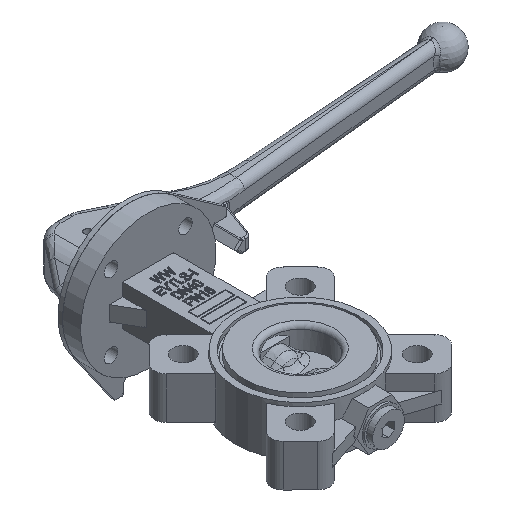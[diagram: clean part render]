
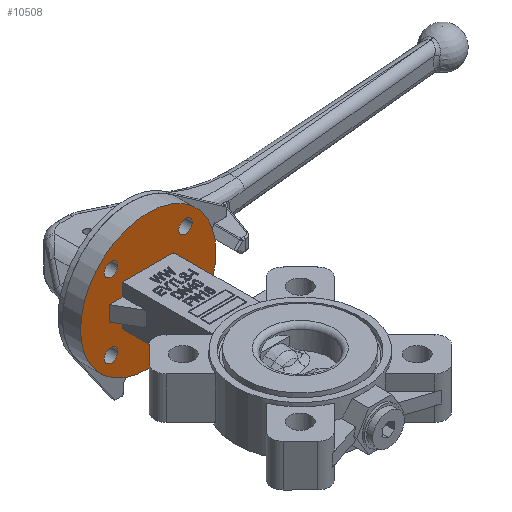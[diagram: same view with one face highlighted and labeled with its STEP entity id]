
A CAD part, isometric view. The second image highlights one B-rep face of the part: STEP entity #10508.
In plain terms, the highlighted planar face has unit normal (0, -1, 0).
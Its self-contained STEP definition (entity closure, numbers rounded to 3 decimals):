
#122=FACE_BOUND('',#1821,.T.);
#123=FACE_BOUND('',#1822,.T.);
#124=FACE_BOUND('',#1823,.T.);
#125=FACE_BOUND('',#1824,.T.);
#126=FACE_BOUND('',#1825,.T.);
#310=PLANE('',#11416);
#1183=FACE_OUTER_BOUND('',#1820,.T.);
#1820=EDGE_LOOP('',(#8436));
#1821=EDGE_LOOP('',(#8437,#8438,#8439,#8440,#8441,#8442,#8443,#8444,#8445,
#8446,#8447,#8448));
#1822=EDGE_LOOP('',(#8449));
#1823=EDGE_LOOP('',(#8450));
#1824=EDGE_LOOP('',(#8451));
#1825=EDGE_LOOP('',(#8452));
#2494=LINE('',#18867,#3422);
#2667=LINE('',#19906,#3595);
#2668=LINE('',#19908,#3596);
#2669=LINE('',#19910,#3597);
#2670=LINE('',#19912,#3598);
#2671=LINE('',#19914,#3599);
#2672=LINE('',#19916,#3600);
#2673=LINE('',#19918,#3601);
#2674=LINE('',#19920,#3602);
#2675=LINE('',#19922,#3603);
#2676=LINE('',#19923,#3604);
#2677=LINE('',#19924,#3605);
#3422=VECTOR('',#13050,1000.);
#3595=VECTOR('',#13261,1000.);
#3596=VECTOR('',#13262,1000.);
#3597=VECTOR('',#13263,1000.);
#3598=VECTOR('',#13264,1000.);
#3599=VECTOR('',#13265,1000.);
#3600=VECTOR('',#13266,1000.);
#3601=VECTOR('',#13267,1000.);
#3602=VECTOR('',#13268,1000.);
#3603=VECTOR('',#13269,1000.);
#3604=VECTOR('',#13270,1000.);
#3605=VECTOR('',#13271,1000.);
#4329=CIRCLE('',#11319,4.5);
#4331=CIRCLE('',#11322,4.5);
#4333=CIRCLE('',#11325,4.5);
#4335=CIRCLE('',#11328,4.5);
#4338=CIRCLE('',#11332,45.);
#4834=VERTEX_POINT('',#18597);
#4836=VERTEX_POINT('',#18603);
#4838=VERTEX_POINT('',#18609);
#4840=VERTEX_POINT('',#18615);
#4843=VERTEX_POINT('',#18623);
#4915=VERTEX_POINT('',#18864);
#4916=VERTEX_POINT('',#18866);
#5131=VERTEX_POINT('',#19904);
#5132=VERTEX_POINT('',#19905);
#5133=VERTEX_POINT('',#19907);
#5134=VERTEX_POINT('',#19909);
#5135=VERTEX_POINT('',#19911);
#5136=VERTEX_POINT('',#19913);
#5137=VERTEX_POINT('',#19915);
#5138=VERTEX_POINT('',#19917);
#5139=VERTEX_POINT('',#19919);
#5140=VERTEX_POINT('',#19921);
#6026=EDGE_CURVE('',#4834,#4834,#4329,.T.);
#6029=EDGE_CURVE('',#4836,#4836,#4331,.T.);
#6032=EDGE_CURVE('',#4838,#4838,#4333,.T.);
#6035=EDGE_CURVE('',#4840,#4840,#4335,.T.);
#6040=EDGE_CURVE('',#4843,#4843,#4338,.T.);
#6134=EDGE_CURVE('',#4915,#4916,#2494,.T.);
#6362=EDGE_CURVE('',#5131,#5132,#2667,.T.);
#6363=EDGE_CURVE('',#5131,#5133,#2668,.T.);
#6364=EDGE_CURVE('',#5133,#5134,#2669,.T.);
#6365=EDGE_CURVE('',#5134,#5135,#2670,.T.);
#6366=EDGE_CURVE('',#5136,#5135,#2671,.T.);
#6367=EDGE_CURVE('',#5137,#5136,#2672,.T.);
#6368=EDGE_CURVE('',#5137,#5138,#2673,.T.);
#6369=EDGE_CURVE('',#5139,#5138,#2674,.T.);
#6370=EDGE_CURVE('',#5140,#5139,#2675,.T.);
#6371=EDGE_CURVE('',#4916,#5140,#2676,.T.);
#6372=EDGE_CURVE('',#4915,#5132,#2677,.T.);
#8436=ORIENTED_EDGE('',*,*,#6040,.F.);
#8437=ORIENTED_EDGE('',*,*,#6362,.F.);
#8438=ORIENTED_EDGE('',*,*,#6363,.T.);
#8439=ORIENTED_EDGE('',*,*,#6364,.T.);
#8440=ORIENTED_EDGE('',*,*,#6365,.T.);
#8441=ORIENTED_EDGE('',*,*,#6366,.F.);
#8442=ORIENTED_EDGE('',*,*,#6367,.F.);
#8443=ORIENTED_EDGE('',*,*,#6368,.T.);
#8444=ORIENTED_EDGE('',*,*,#6369,.F.);
#8445=ORIENTED_EDGE('',*,*,#6370,.F.);
#8446=ORIENTED_EDGE('',*,*,#6371,.F.);
#8447=ORIENTED_EDGE('',*,*,#6134,.F.);
#8448=ORIENTED_EDGE('',*,*,#6372,.T.);
#8449=ORIENTED_EDGE('',*,*,#6026,.T.);
#8450=ORIENTED_EDGE('',*,*,#6029,.T.);
#8451=ORIENTED_EDGE('',*,*,#6032,.T.);
#8452=ORIENTED_EDGE('',*,*,#6035,.T.);
#10508=ADVANCED_FACE('',(#1183,#122,#123,#124,#125,#126),#310,.F.);
#11319=AXIS2_PLACEMENT_3D('',#18598,#12856,#12857);
#11322=AXIS2_PLACEMENT_3D('',#18604,#12863,#12864);
#11325=AXIS2_PLACEMENT_3D('',#18610,#12870,#12871);
#11328=AXIS2_PLACEMENT_3D('',#18616,#12877,#12878);
#11332=AXIS2_PLACEMENT_3D('',#18625,#12887,#12888);
#11416=AXIS2_PLACEMENT_3D('',#19903,#13259,#13260);
#12856=DIRECTION('center_axis',(0.,1.,0.));
#12857=DIRECTION('ref_axis',(0.,0.,1.));
#12863=DIRECTION('center_axis',(0.,1.,0.));
#12864=DIRECTION('ref_axis',(0.,0.,1.));
#12870=DIRECTION('center_axis',(0.,1.,0.));
#12871=DIRECTION('ref_axis',(0.,0.,1.));
#12877=DIRECTION('center_axis',(0.,1.,0.));
#12878=DIRECTION('ref_axis',(0.,0.,1.));
#12887=DIRECTION('center_axis',(0.,1.,0.));
#12888=DIRECTION('ref_axis',(0.,0.,1.));
#13050=DIRECTION('',(-1.,0.,0.));
#13259=DIRECTION('center_axis',(0.,1.,0.));
#13260=DIRECTION('ref_axis',(0.,0.,1.));
#13261=DIRECTION('',(-1.,0.,0.));
#13262=DIRECTION('',(0.,0.,-1.));
#13263=DIRECTION('',(-1.,0.,0.));
#13264=DIRECTION('',(0.,0.,-1.));
#13265=DIRECTION('',(1.,0.,0.));
#13266=DIRECTION('',(0.,0.,-1.));
#13267=DIRECTION('',(-1.,0.,0.));
#13268=DIRECTION('',(0.,0.,-1.));
#13269=DIRECTION('',(-1.,0.,0.));
#13270=DIRECTION('',(0.,0.,-1.));
#13271=DIRECTION('',(0.,0.,-1.));
#18597=CARTESIAN_POINT('',(-24.749,101.,-29.249));
#18598=CARTESIAN_POINT('Origin',(-24.749,101.,-24.749));
#18603=CARTESIAN_POINT('',(-24.749,101.,20.249));
#18604=CARTESIAN_POINT('Origin',(-24.749,101.,24.749));
#18609=CARTESIAN_POINT('',(24.749,101.,20.249));
#18610=CARTESIAN_POINT('Origin',(24.749,101.,24.749));
#18615=CARTESIAN_POINT('',(24.749,101.,-29.249));
#18616=CARTESIAN_POINT('Origin',(24.749,101.,-24.749));
#18623=CARTESIAN_POINT('',(0.,101.,-45.));
#18625=CARTESIAN_POINT('Origin',(0.,101.,0.));
#18864=CARTESIAN_POINT('',(17.,101.,13.5));
#18866=CARTESIAN_POINT('',(-17.,101.,13.5));
#18867=CARTESIAN_POINT('',(7.794,101.,13.5));
#19903=CARTESIAN_POINT('Origin',(0.,101.,0.));
#19904=CARTESIAN_POINT('',(26.,101.,5.));
#19905=CARTESIAN_POINT('',(17.,101.,5.));
#19906=CARTESIAN_POINT('',(-26.,101.,5.));
#19907=CARTESIAN_POINT('',(26.,101.,-5.));
#19908=CARTESIAN_POINT('',(26.,101.,5.));
#19909=CARTESIAN_POINT('',(17.,101.,-5.));
#19910=CARTESIAN_POINT('',(-26.,101.,-5.));
#19911=CARTESIAN_POINT('',(17.,101.,-13.5));
#19912=CARTESIAN_POINT('',(17.,101.,13.5));
#19913=CARTESIAN_POINT('',(-17.,101.,-13.5));
#19914=CARTESIAN_POINT('',(-7.794,101.,-13.5));
#19915=CARTESIAN_POINT('',(-17.,101.,-5.));
#19916=CARTESIAN_POINT('',(-17.,101.,13.5));
#19917=CARTESIAN_POINT('',(-26.,101.,-5.));
#19918=CARTESIAN_POINT('',(-26.,101.,-5.));
#19919=CARTESIAN_POINT('',(-26.,101.,5.));
#19920=CARTESIAN_POINT('',(-26.,101.,5.));
#19921=CARTESIAN_POINT('',(-17.,101.,5.));
#19922=CARTESIAN_POINT('',(-26.,101.,5.));
#19923=CARTESIAN_POINT('',(-17.,101.,13.5));
#19924=CARTESIAN_POINT('',(17.,101.,13.5));
